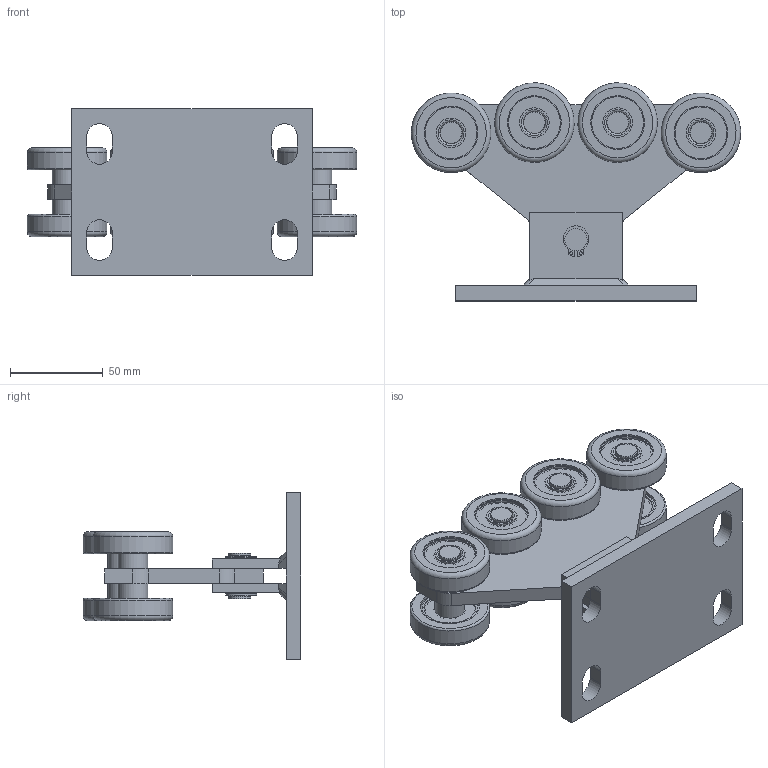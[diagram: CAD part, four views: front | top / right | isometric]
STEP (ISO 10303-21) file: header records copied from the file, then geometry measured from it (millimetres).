
FILE_DESCRIPTION(('STEP AP203'), '1');
FILE_NAME('ÐË001.01.00.000 Îïîðà (ÎÁ)', '2015-09-25T09:04:51', ('Ñïîðûøåâ'), ('ÐÎËÒÝÊ'), 'ASCON STEP Converter 1.3', 'ASCON Math Kernel', '');
FILE_SCHEMA(('CONFIG_CONTROL_DESIGN'));
Length unit declared in the file: millimetre
Products named in the file (1): 倓001.01.00.00025
Bounding box: 177.95 x 117.78 x 90 mm (x, y, z)
Volume: 288818.6 mm3; surface area: 117230.5 mm2
Topology: 1 solids, 25 shells, 518 faces, 1125 edges, 728 vertices
Faces by surface type: plane 226, cylinder 216, torus 72, cone 4
Full cylindrical faces by diameter (mm): 1.7 x4, 10 x2, 12 x21, 13 x8, 16 x16, 17.4 x16, 26.6 x16, 28 x16, 29 x8, 32 x16, 43 x8
Entity records: 13332 total; most frequent: DIRECTION 2466, CARTESIAN_POINT 2201, ORIENTED_EDGE 1836, AXIS2_PLACEMENT_3D 1041, EDGE_CURVE 918, EDGE_LOOP 862, VERTEX_POINT 728, CIRCLE 522
